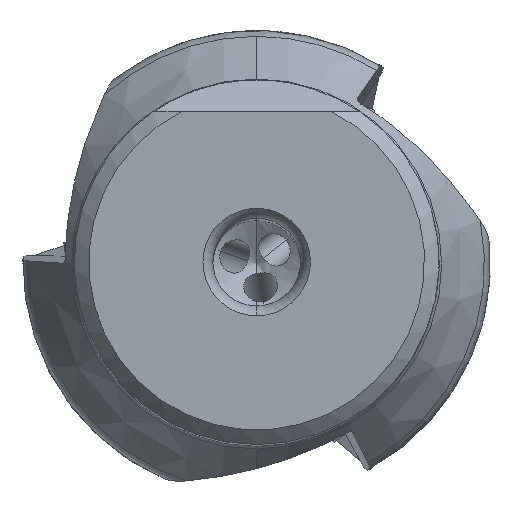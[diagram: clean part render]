
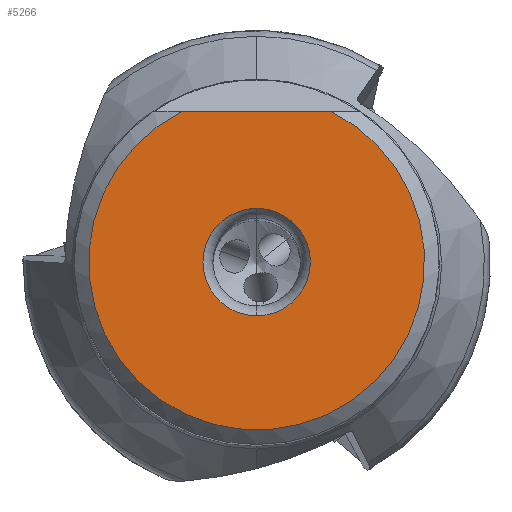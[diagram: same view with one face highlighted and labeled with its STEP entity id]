
A CAD part, top view. The second image highlights one B-rep face of the part: STEP entity #5266.
In plain terms, the highlighted face is planar.
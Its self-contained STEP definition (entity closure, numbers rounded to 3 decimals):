
#3449=DIRECTION('',(-1.,0.,0.));
#3450=VECTOR('',#3449,10.087);
#3451=CARTESIAN_POINT('',(5.044,10.335,0.));
#3452=LINE('',#3451,#3450);
#3456=CARTESIAN_POINT('',(0.,0.,0.));
#3457=DIRECTION('',(0.,0.,1.));
#3458=DIRECTION('',(0.,1.,0.));
#3459=AXIS2_PLACEMENT_3D('',#3456,#3457,#3458);
#3464=CARTESIAN_POINT('',(0.,0.,0.));
#3465=DIRECTION('',(0.,0.,1.));
#3466=DIRECTION('',(0.,-1.,0.));
#3467=AXIS2_PLACEMENT_3D('',#3464,#3465,#3466);
#3479=CARTESIAN_POINT('',(0.,0.,0.));
#3480=DIRECTION('',(0.,0.,-1.));
#3481=DIRECTION('',(0.439,0.899,0.));
#3482=AXIS2_PLACEMENT_3D('',#3479,#3480,#3481);
#3738=CARTESIAN_POINT('',(5.044,10.335,0.));
#3739=CARTESIAN_POINT('',(-5.044,10.335,0.));
#3740=VERTEX_POINT('',#3738);
#3741=VERTEX_POINT('',#3739);
#3757=CARTESIAN_POINT('',(0.,3.677,0.));
#3758=CARTESIAN_POINT('',(0.,-3.677,0.));
#3759=VERTEX_POINT('',#3757);
#3760=VERTEX_POINT('',#3758);
#5250=CARTESIAN_POINT('',(0.,0.,0.));
#5251=DIRECTION('',(0.,0.,-1.));
#5252=DIRECTION('',(0.,-1.,0.));
#5253=AXIS2_PLACEMENT_3D('',#5250,#5251,#5252);
#5254=PLANE('',#5253);
#5256=ORIENTED_EDGE('',*,*,#5255,.T.);
#5258=ORIENTED_EDGE('',*,*,#5257,.F.);
#5259=EDGE_LOOP('',(#5256,#5258));
#5260=FACE_OUTER_BOUND('',#5259,.F.);
#5262=ORIENTED_EDGE('',*,*,#5261,.F.);
#5263=ORIENTED_EDGE('',*,*,#5240,.F.);
#5264=EDGE_LOOP('',(#5262,#5263));
#5265=FACE_BOUND('',#5264,.F.);
#3460=CIRCLE('',#3459,3.677);
#3468=CIRCLE('',#3467,3.677);
#3483=CIRCLE('',#3482,11.5);
#5240=EDGE_CURVE('',#3760,#3759,#3468,.T.);
#5255=EDGE_CURVE('',#3740,#3741,#3452,.T.);
#5257=EDGE_CURVE('',#3740,#3741,#3483,.T.);
#5261=EDGE_CURVE('',#3759,#3760,#3460,.T.);
#5266=ADVANCED_FACE('',(#5260,#5265),#5254,.T.);
